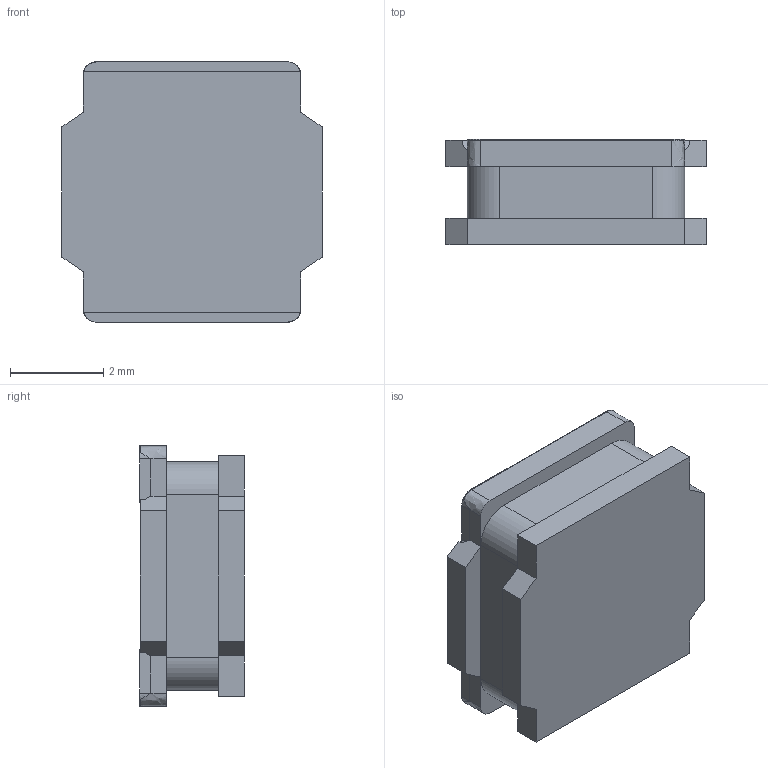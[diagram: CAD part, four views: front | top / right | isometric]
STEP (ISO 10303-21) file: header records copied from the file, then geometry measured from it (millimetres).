
FILE_DESCRIPTION(('FreeCAD Model'),'2;1');
FILE_NAME('Open CASCADE Shape Model','2025-04-26T04:37:07',('FreeCAD'),( 'FreeCAD'),'Open CASCADE STEP processor 7.6','FreeCAD','Unknown');
FILE_SCHEMA(('AUTOMOTIVE_DESIGN { 1 0 10303 214 1 1 1 1 }'));
Length unit declared in the file: millimetre
Products named in the file (1): Open CASCADE STEP translator 7.6 1
Bounding box: 5.57 x 2.24 x 5.57 mm (x, y, z)
Volume: 55.9 mm3; surface area: 233.9 mm2
Topology: 5 solids, 5 shells, 81 faces, 198 edges, 128 vertices
Faces by surface type: bspline 81
Entity records: 2180 total; most frequent: CARTESIAN_POINT 961, ORIENTED_EDGE 396, EDGE_CURVE 198, B_SPLINE_CURVE_WITH_KNOTS 158, VERTEX_POINT 128, FACE_BOUND 84, EDGE_LOOP 84, ADVANCED_FACE 81
